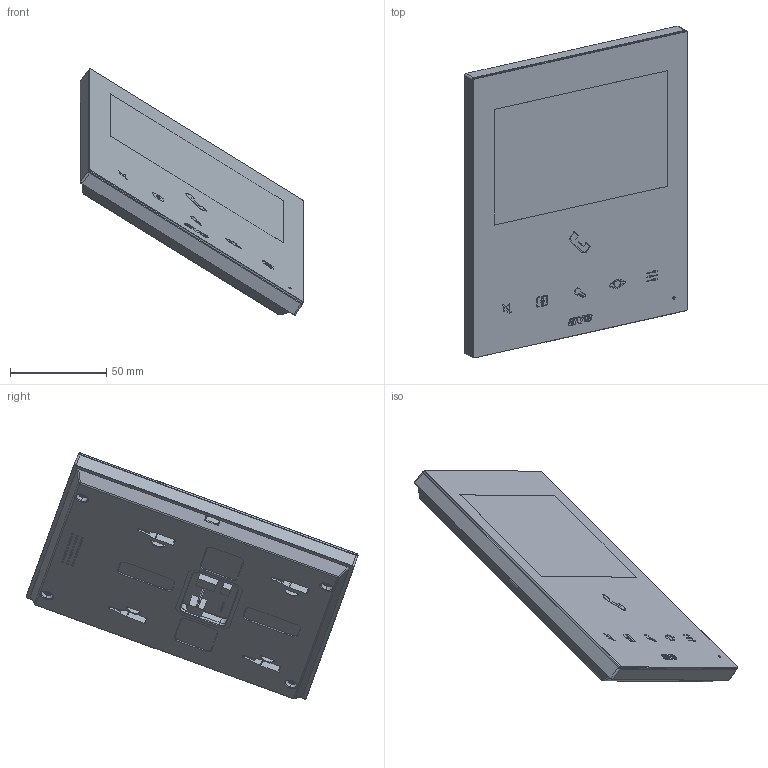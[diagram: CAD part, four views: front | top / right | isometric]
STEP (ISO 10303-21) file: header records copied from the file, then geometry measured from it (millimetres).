
FILE_DESCRIPTION(('CATIA V5 STEP Exchange'),'2;1');
FILE_NAME('VI2F-PIT5B.stp','2025-02-11T15:01:45+00:00',('none'),('none'),'CATIA Version 5-6 Release 2016 SP6','CATIA V5 STEP AP203','none');
FILE_SCHEMA(('CONFIG_CONTROL_DESIGN'));
Products named in the file (1): VI2F-PIT5B (DA2177)
Assembly tree (2 placements, depth 2):
  VI2F-PIT5B (DA2177)
    #57
    #140636
Bounding box: 116.23 x 172.75 x 128.1 mm (x, y, z)
Volume: 148938.7 mm3; surface area: 217901.9 mm2
Topology: 51 solids, 51 shells, 3858 faces, 10675 edges, 6906 vertices
Faces by surface type: plane 2454, cylinder 515, cone 452, torus 201, bspline 124, sphere 76, extrusion 28, revolution 8
Entity records: 140574 total; most frequent: CARTESIAN_POINT 46358, ORIENTED_EDGE 21162, DIRECTION 16336, EDGE_CURVE 10581, VECTOR 7534, LINE 7506, VERTEX_POINT 6880, AXIS2_PLACEMENT_3D 5149
